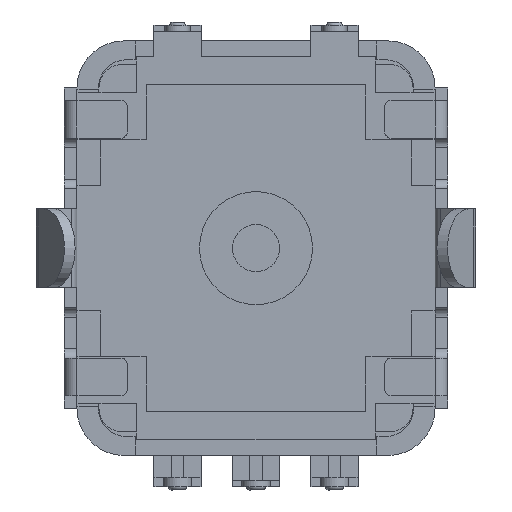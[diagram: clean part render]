
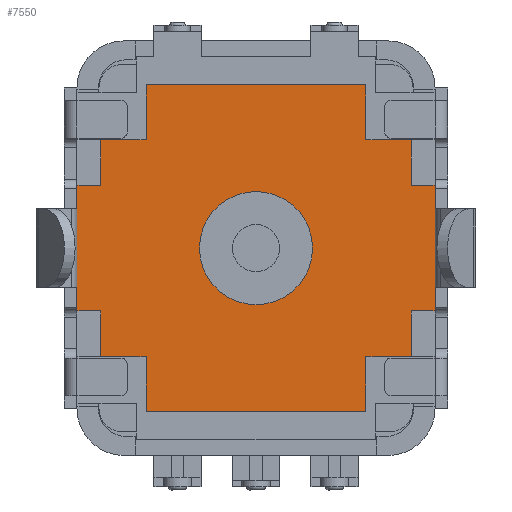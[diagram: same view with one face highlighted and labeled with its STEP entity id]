
A CAD part, front view. The second image highlights one B-rep face of the part: STEP entity #7550.
In plain terms, the highlighted planar face has unit normal (0, -1, 0).
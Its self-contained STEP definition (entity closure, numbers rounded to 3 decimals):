
#36=FACE_BOUND('',#828,.T.);
#88=PLANE('',#8029);
#403=FACE_OUTER_BOUND('',#827,.T.);
#827=EDGE_LOOP('',(#5464,#5465,#5466,#5467,#5468,#5469,#5470,#5471,#5472,
#5473,#5474,#5475,#5476,#5477,#5478,#5479,#5480,#5481,#5482,#5483,#5484,
#5485,#5486,#5487));
#828=EDGE_LOOP('',(#5488));
#1248=CIRCLE('',#8030,1.8);
#1627=LINE('',#12758,#2494);
#1628=LINE('',#12762,#2495);
#1629=LINE('',#12764,#2496);
#1630=LINE('',#12766,#2497);
#1631=LINE('',#12768,#2498);
#1632=LINE('',#12770,#2499);
#1633=LINE('',#12772,#2500);
#1634=LINE('',#12774,#2501);
#1635=LINE('',#12776,#2502);
#1636=LINE('',#12778,#2503);
#1637=LINE('',#12780,#2504);
#1638=LINE('',#12782,#2505);
#1639=LINE('',#12783,#2506);
#1640=LINE('',#12785,#2507);
#1641=LINE('',#12787,#2508);
#1642=LINE('',#12789,#2509);
#1643=LINE('',#12791,#2510);
#1644=LINE('',#12793,#2511);
#1645=LINE('',#12795,#2512);
#1646=LINE('',#12797,#2513);
#1647=LINE('',#12799,#2514);
#1648=LINE('',#12801,#2515);
#1649=LINE('',#12803,#2516);
#1650=LINE('',#12804,#2517);
#2494=VECTOR('',#8944,2.5);
#2495=VECTOR('',#8947,2.5);
#2496=VECTOR('',#8948,0.75);
#2497=VECTOR('',#8949,0.75);
#2498=VECTOR('',#8950,1.45);
#2499=VECTOR('',#8951,1.45);
#2500=VECTOR('',#8952,1.75);
#2501=VECTOR('',#8953,7.);
#2502=VECTOR('',#8954,1.75);
#2503=VECTOR('',#8955,1.45);
#2504=VECTOR('',#8956,1.45);
#2505=VECTOR('',#8957,0.75);
#2506=VECTOR('',#8958,0.75);
#2507=VECTOR('',#8959,0.75);
#2508=VECTOR('',#8960,0.75);
#2509=VECTOR('',#8961,1.45);
#2510=VECTOR('',#8962,1.45);
#2511=VECTOR('',#8963,1.75);
#2512=VECTOR('',#8964,7.);
#2513=VECTOR('',#8965,1.75);
#2514=VECTOR('',#8966,1.45);
#2515=VECTOR('',#8967,1.45);
#2516=VECTOR('',#8968,0.75);
#2517=VECTOR('',#8969,0.75);
#3357=VERTEX_POINT('',#12707);
#3369=VERTEX_POINT('',#12736);
#3372=VERTEX_POINT('',#12760);
#3373=VERTEX_POINT('',#12761);
#3374=VERTEX_POINT('',#12763);
#3375=VERTEX_POINT('',#12765);
#3376=VERTEX_POINT('',#12767);
#3377=VERTEX_POINT('',#12769);
#3378=VERTEX_POINT('',#12771);
#3379=VERTEX_POINT('',#12773);
#3380=VERTEX_POINT('',#12775);
#3381=VERTEX_POINT('',#12777);
#3382=VERTEX_POINT('',#12779);
#3383=VERTEX_POINT('',#12781);
#3384=VERTEX_POINT('',#12784);
#3385=VERTEX_POINT('',#12786);
#3386=VERTEX_POINT('',#12788);
#3387=VERTEX_POINT('',#12790);
#3388=VERTEX_POINT('',#12792);
#3389=VERTEX_POINT('',#12794);
#3390=VERTEX_POINT('',#12796);
#3391=VERTEX_POINT('',#12798);
#3392=VERTEX_POINT('',#12800);
#3393=VERTEX_POINT('',#12802);
#3394=VERTEX_POINT('',#12805);
#4180=EDGE_CURVE('',#3369,#3357,#1627,.T.);
#4181=EDGE_CURVE('',#3372,#3373,#1628,.T.);
#4182=EDGE_CURVE('',#3373,#3374,#1629,.T.);
#4183=EDGE_CURVE('',#3374,#3375,#1630,.T.);
#4184=EDGE_CURVE('',#3375,#3376,#1631,.T.);
#4185=EDGE_CURVE('',#3376,#3377,#1632,.T.);
#4186=EDGE_CURVE('',#3377,#3378,#1633,.T.);
#4187=EDGE_CURVE('',#3378,#3379,#1634,.T.);
#4188=EDGE_CURVE('',#3379,#3380,#1635,.T.);
#4189=EDGE_CURVE('',#3380,#3381,#1636,.T.);
#4190=EDGE_CURVE('',#3381,#3382,#1637,.T.);
#4191=EDGE_CURVE('',#3382,#3383,#1638,.T.);
#4192=EDGE_CURVE('',#3383,#3357,#1639,.T.);
#4193=EDGE_CURVE('',#3369,#3384,#1640,.T.);
#4194=EDGE_CURVE('',#3384,#3385,#1641,.T.);
#4195=EDGE_CURVE('',#3385,#3386,#1642,.T.);
#4196=EDGE_CURVE('',#3386,#3387,#1643,.T.);
#4197=EDGE_CURVE('',#3387,#3388,#1644,.T.);
#4198=EDGE_CURVE('',#3388,#3389,#1645,.T.);
#4199=EDGE_CURVE('',#3389,#3390,#1646,.T.);
#4200=EDGE_CURVE('',#3390,#3391,#1647,.T.);
#4201=EDGE_CURVE('',#3391,#3392,#1648,.T.);
#4202=EDGE_CURVE('',#3392,#3393,#1649,.T.);
#4203=EDGE_CURVE('',#3393,#3372,#1650,.T.);
#4204=EDGE_CURVE('',#3394,#3394,#1248,.T.);
#5464=ORIENTED_EDGE('',*,*,#4181,.T.);
#5465=ORIENTED_EDGE('',*,*,#4182,.T.);
#5466=ORIENTED_EDGE('',*,*,#4183,.T.);
#5467=ORIENTED_EDGE('',*,*,#4184,.T.);
#5468=ORIENTED_EDGE('',*,*,#4185,.T.);
#5469=ORIENTED_EDGE('',*,*,#4186,.T.);
#5470=ORIENTED_EDGE('',*,*,#4187,.T.);
#5471=ORIENTED_EDGE('',*,*,#4188,.T.);
#5472=ORIENTED_EDGE('',*,*,#4189,.T.);
#5473=ORIENTED_EDGE('',*,*,#4190,.T.);
#5474=ORIENTED_EDGE('',*,*,#4191,.T.);
#5475=ORIENTED_EDGE('',*,*,#4192,.T.);
#5476=ORIENTED_EDGE('',*,*,#4180,.F.);
#5477=ORIENTED_EDGE('',*,*,#4193,.T.);
#5478=ORIENTED_EDGE('',*,*,#4194,.T.);
#5479=ORIENTED_EDGE('',*,*,#4195,.T.);
#5480=ORIENTED_EDGE('',*,*,#4196,.T.);
#5481=ORIENTED_EDGE('',*,*,#4197,.T.);
#5482=ORIENTED_EDGE('',*,*,#4198,.T.);
#5483=ORIENTED_EDGE('',*,*,#4199,.T.);
#5484=ORIENTED_EDGE('',*,*,#4200,.T.);
#5485=ORIENTED_EDGE('',*,*,#4201,.T.);
#5486=ORIENTED_EDGE('',*,*,#4202,.T.);
#5487=ORIENTED_EDGE('',*,*,#4203,.T.);
#5488=ORIENTED_EDGE('',*,*,#4204,.T.);
#7550=ADVANCED_FACE('',(#403,#36),#88,.T.);
#8029=AXIS2_PLACEMENT_3D('',#12759,#8945,#8946);
#8030=AXIS2_PLACEMENT_3D('',#12806,#8970,#8971);
#8944=DIRECTION('',(0.,0.,1.));
#8945=DIRECTION('center_axis',(0.,-1.,0.));
#8946=DIRECTION('ref_axis',(-1.,0.,0.));
#8947=DIRECTION('',(0.,0.,1.));
#8948=DIRECTION('',(0.,0.,1.));
#8949=DIRECTION('',(-1.,0.,0.));
#8950=DIRECTION('',(0.,0.,1.));
#8951=DIRECTION('',(-1.,0.,0.));
#8952=DIRECTION('',(0.,0.,1.));
#8953=DIRECTION('',(-1.,0.,0.));
#8954=DIRECTION('',(0.,0.,-1.));
#8955=DIRECTION('',(-1.,0.,0.));
#8956=DIRECTION('',(0.,0.,-1.));
#8957=DIRECTION('',(-1.,0.,0.));
#8958=DIRECTION('',(0.,0.,-1.));
#8959=DIRECTION('',(0.,0.,-1.));
#8960=DIRECTION('',(1.,0.,0.));
#8961=DIRECTION('',(0.,0.,-1.));
#8962=DIRECTION('',(1.,0.,0.));
#8963=DIRECTION('',(0.,0.,-1.));
#8964=DIRECTION('',(1.,0.,0.));
#8965=DIRECTION('',(0.,0.,1.));
#8966=DIRECTION('',(1.,0.,0.));
#8967=DIRECTION('',(0.,0.,1.));
#8968=DIRECTION('',(1.,0.,0.));
#8969=DIRECTION('',(0.,0.,1.));
#8970=DIRECTION('center_axis',(0.,1.,0.));
#8971=DIRECTION('ref_axis',(1.,0.,0.));
#12707=CARTESIAN_POINT('',(-5.7,-5.1,1.25));
#12736=CARTESIAN_POINT('',(-5.7,-5.1,-1.25));
#12758=CARTESIAN_POINT('',(-5.7,-5.1,-1.25));
#12759=CARTESIAN_POINT('Origin',(0.,-5.1,0.));
#12760=CARTESIAN_POINT('',(5.7,-5.1,-1.25));
#12761=CARTESIAN_POINT('',(5.7,-5.1,1.25));
#12762=CARTESIAN_POINT('',(5.7,-5.1,-1.25));
#12763=CARTESIAN_POINT('',(5.7,-5.1,2.));
#12764=CARTESIAN_POINT('',(5.7,-5.1,1.25));
#12765=CARTESIAN_POINT('',(4.95,-5.1,2.));
#12766=CARTESIAN_POINT('',(5.7,-5.1,2.));
#12767=CARTESIAN_POINT('',(4.95,-5.1,3.45));
#12768=CARTESIAN_POINT('',(4.95,-5.1,2.));
#12769=CARTESIAN_POINT('',(3.5,-5.1,3.45));
#12770=CARTESIAN_POINT('',(4.95,-5.1,3.45));
#12771=CARTESIAN_POINT('',(3.5,-5.1,5.2));
#12772=CARTESIAN_POINT('',(3.5,-5.1,3.45));
#12773=CARTESIAN_POINT('',(-3.5,-5.1,5.2));
#12774=CARTESIAN_POINT('',(3.5,-5.1,5.2));
#12775=CARTESIAN_POINT('',(-3.5,-5.1,3.45));
#12776=CARTESIAN_POINT('',(-3.5,-5.1,5.2));
#12777=CARTESIAN_POINT('',(-4.95,-5.1,3.45));
#12778=CARTESIAN_POINT('',(-3.5,-5.1,3.45));
#12779=CARTESIAN_POINT('',(-4.95,-5.1,2.));
#12780=CARTESIAN_POINT('',(-4.95,-5.1,3.45));
#12781=CARTESIAN_POINT('',(-5.7,-5.1,2.));
#12782=CARTESIAN_POINT('',(-4.95,-5.1,2.));
#12783=CARTESIAN_POINT('',(-5.7,-5.1,2.));
#12784=CARTESIAN_POINT('',(-5.7,-5.1,-2.));
#12785=CARTESIAN_POINT('',(-5.7,-5.1,-1.25));
#12786=CARTESIAN_POINT('',(-4.95,-5.1,-2.));
#12787=CARTESIAN_POINT('',(-5.7,-5.1,-2.));
#12788=CARTESIAN_POINT('',(-4.95,-5.1,-3.45));
#12789=CARTESIAN_POINT('',(-4.95,-5.1,-2.));
#12790=CARTESIAN_POINT('',(-3.5,-5.1,-3.45));
#12791=CARTESIAN_POINT('',(-4.95,-5.1,-3.45));
#12792=CARTESIAN_POINT('',(-3.5,-5.1,-5.2));
#12793=CARTESIAN_POINT('',(-3.5,-5.1,-3.45));
#12794=CARTESIAN_POINT('',(3.5,-5.1,-5.2));
#12795=CARTESIAN_POINT('',(-3.5,-5.1,-5.2));
#12796=CARTESIAN_POINT('',(3.5,-5.1,-3.45));
#12797=CARTESIAN_POINT('',(3.5,-5.1,-5.2));
#12798=CARTESIAN_POINT('',(4.95,-5.1,-3.45));
#12799=CARTESIAN_POINT('',(3.5,-5.1,-3.45));
#12800=CARTESIAN_POINT('',(4.95,-5.1,-2.));
#12801=CARTESIAN_POINT('',(4.95,-5.1,-3.45));
#12802=CARTESIAN_POINT('',(5.7,-5.1,-2.));
#12803=CARTESIAN_POINT('',(4.95,-5.1,-2.));
#12804=CARTESIAN_POINT('',(5.7,-5.1,-2.));
#12805=CARTESIAN_POINT('',(-1.8,-5.1,0.));
#12806=CARTESIAN_POINT('Origin',(0.,-5.1,0.));
